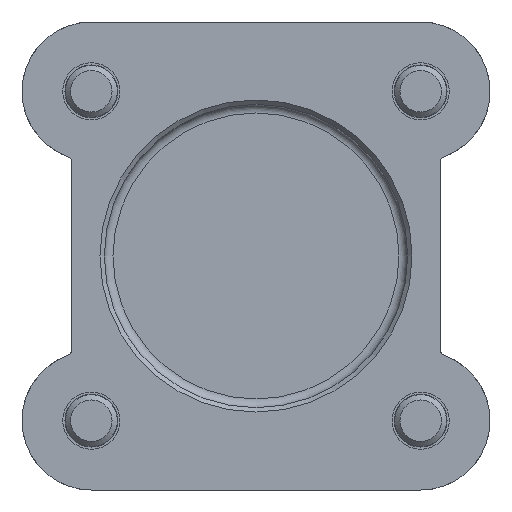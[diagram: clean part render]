
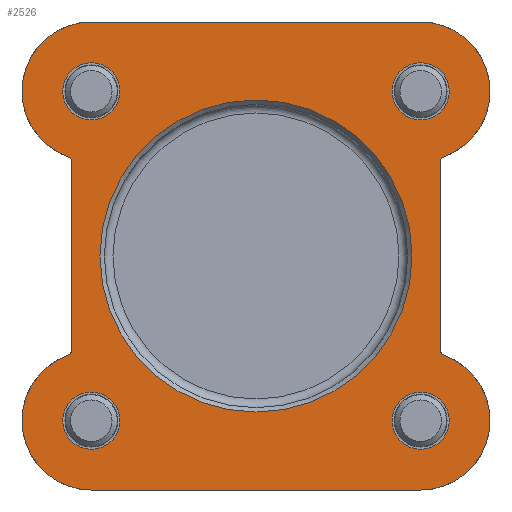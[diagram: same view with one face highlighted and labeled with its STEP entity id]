
A CAD part, front view. The second image highlights one B-rep face of the part: STEP entity #2526.
In plain terms, the highlighted planar face has unit normal (0, -1, 0).
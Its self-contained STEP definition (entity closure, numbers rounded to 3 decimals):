
#78=PLANE('',#2727);
#160=CIRCLE('',#2652,0.7);
#161=CIRCLE('',#2654,0.7);
#162=CIRCLE('',#2656,8.);
#165=CIRCLE('',#2660,8.);
#182=CIRCLE('',#2690,3.3);
#184=CIRCLE('',#2693,3.3);
#187=CIRCLE('',#2698,3.3);
#190=CIRCLE('',#2703,3.3);
#195=CIRCLE('',#2710,8.);
#197=CIRCLE('',#2713,8.);
#198=CIRCLE('',#2715,0.7);
#201=CIRCLE('',#2720,0.7);
#206=CIRCLE('',#2728,18.);
#466=ORIENTED_EDGE('',*,*,#932,.F.);
#467=ORIENTED_EDGE('',*,*,#901,.T.);
#468=ORIENTED_EDGE('',*,*,#887,.T.);
#469=ORIENTED_EDGE('',*,*,#917,.T.);
#470=ORIENTED_EDGE('',*,*,#921,.F.);
#471=ORIENTED_EDGE('',*,*,#923,.T.);
#472=ORIENTED_EDGE('',*,*,#910,.F.);
#473=ORIENTED_EDGE('',*,*,#928,.F.);
#474=ORIENTED_EDGE('',*,*,#841,.F.);
#475=ORIENTED_EDGE('',*,*,#835,.T.);
#476=ORIENTED_EDGE('',*,*,#930,.F.);
#477=ORIENTED_EDGE('',*,*,#839,.T.);
#478=ORIENTED_EDGE('',*,*,#846,.F.);
#479=ORIENTED_EDGE('',*,*,#802,.F.);
#480=ORIENTED_EDGE('',*,*,#914,.F.);
#481=ORIENTED_EDGE('',*,*,#885,.T.);
#482=ORIENTED_EDGE('',*,*,#893,.T.);
#802=EDGE_CURVE('',#1058,#1059,#1226,.T.);
#835=EDGE_CURVE('',#1083,#1085,#160,.T.);
#839=EDGE_CURVE('',#1087,#1089,#161,.T.);
#841=EDGE_CURVE('',#1083,#1091,#162,.T.);
#846=EDGE_CURVE('',#1059,#1089,#165,.T.);
#885=EDGE_CURVE('',#1121,#1121,#182,.T.);
#887=EDGE_CURVE('',#1123,#1123,#184,.T.);
#893=EDGE_CURVE('',#1128,#1128,#187,.T.);
#901=EDGE_CURVE('',#1133,#1133,#190,.T.);
#910=EDGE_CURVE('',#1141,#1138,#195,.T.);
#914=EDGE_CURVE('',#1144,#1058,#197,.T.);
#917=EDGE_CURVE('',#1144,#1146,#198,.T.);
#921=EDGE_CURVE('',#1148,#1146,#1277,.T.);
#923=EDGE_CURVE('',#1148,#1138,#201,.T.);
#928=EDGE_CURVE('',#1091,#1141,#1280,.T.);
#930=EDGE_CURVE('',#1087,#1085,#1281,.T.);
#932=EDGE_CURVE('',#1151,#1151,#206,.T.);
#1058=VERTEX_POINT('',#3537);
#1059=VERTEX_POINT('',#3539);
#1083=VERTEX_POINT('',#3608);
#1085=VERTEX_POINT('',#3616);
#1087=VERTEX_POINT('',#3621);
#1089=VERTEX_POINT('',#3629);
#1091=VERTEX_POINT('',#3639);
#1121=VERTEX_POINT('',#3746);
#1123=VERTEX_POINT('',#3751);
#1128=VERTEX_POINT('',#3764);
#1133=VERTEX_POINT('',#3779);
#1138=VERTEX_POINT('',#3791);
#1141=VERTEX_POINT('',#3801);
#1144=VERTEX_POINT('',#3812);
#1146=VERTEX_POINT('',#3822);
#1148=VERTEX_POINT('',#3829);
#1151=VERTEX_POINT('',#3852);
#1226=LINE('',#3538,#1346);
#1277=LINE('',#3830,#1397);
#1280=LINE('',#3845,#1400);
#1281=LINE('',#3848,#1401);
#1346=VECTOR('',#2911,1000.);
#1397=VECTOR('',#3134,1000.);
#1400=VECTOR('',#3147,1000.);
#1401=VECTOR('',#3152,1000.);
#1497=EDGE_LOOP('',(#466));
#1498=EDGE_LOOP('',(#467));
#1499=EDGE_LOOP('',(#468));
#1500=EDGE_LOOP('',(#469,#470,#471,#472,#473,#474,#475,#476,#477,#478,#479,
#480));
#1501=EDGE_LOOP('',(#481));
#1502=EDGE_LOOP('',(#482));
#1659=FACE_BOUND('',#1497,.T.);
#1660=FACE_BOUND('',#1498,.T.);
#1661=FACE_BOUND('',#1499,.T.);
#1662=FACE_BOUND('',#1500,.T.);
#1663=FACE_BOUND('',#1501,.T.);
#1664=FACE_BOUND('',#1502,.T.);
#2526=ADVANCED_FACE('',(#1659,#1660,#1661,#1662,#1663,#1664),#78,.F.);
#2652=AXIS2_PLACEMENT_3D('',#3617,#2966,#2967);
#2654=AXIS2_PLACEMENT_3D('',#3630,#2972,#2973);
#2656=AXIS2_PLACEMENT_3D('',#3638,#2976,#2977);
#2660=AXIS2_PLACEMENT_3D('',#3650,#2985,#2986);
#2690=AXIS2_PLACEMENT_3D('',#3745,#3062,#3063);
#2693=AXIS2_PLACEMENT_3D('',#3750,#3068,#3069);
#2698=AXIS2_PLACEMENT_3D('',#3763,#3081,#3082);
#2703=AXIS2_PLACEMENT_3D('',#3778,#3096,#3097);
#2710=AXIS2_PLACEMENT_3D('',#3802,#3113,#3114);
#2713=AXIS2_PLACEMENT_3D('',#3813,#3120,#3121);
#2715=AXIS2_PLACEMENT_3D('',#3823,#3125,#3126);
#2720=AXIS2_PLACEMENT_3D('',#3837,#3137,#3138);
#2727=AXIS2_PLACEMENT_3D('',#3850,#3155,#3156);
#2728=AXIS2_PLACEMENT_3D('',#3851,#3157,#3158);
#2911=DIRECTION('',(1.,0.,0.));
#2966=DIRECTION('',(0.,1.,0.));
#2967=DIRECTION('',(1.,0.,0.));
#2972=DIRECTION('',(0.,1.,0.));
#2973=DIRECTION('',(1.,0.,0.));
#2976=DIRECTION('',(0.,1.,0.));
#2977=DIRECTION('',(1.,0.,0.));
#2985=DIRECTION('',(0.,1.,0.));
#2986=DIRECTION('',(1.,0.,0.));
#3062=DIRECTION('',(0.,1.,0.));
#3063=DIRECTION('',(1.,0.,0.));
#3068=DIRECTION('',(0.,1.,0.));
#3069=DIRECTION('',(1.,0.,0.));
#3081=DIRECTION('',(0.,1.,0.));
#3082=DIRECTION('',(1.,0.,0.));
#3096=DIRECTION('',(0.,1.,0.));
#3097=DIRECTION('',(1.,0.,0.));
#3113=DIRECTION('',(0.,1.,0.));
#3114=DIRECTION('',(1.,0.,0.));
#3120=DIRECTION('',(0.,1.,0.));
#3121=DIRECTION('',(1.,0.,0.));
#3125=DIRECTION('',(0.,1.,0.));
#3126=DIRECTION('',(1.,0.,0.));
#3134=DIRECTION('',(0.,0.,1.));
#3137=DIRECTION('',(0.,1.,0.));
#3138=DIRECTION('',(1.,0.,0.));
#3147=DIRECTION('',(-1.,0.,0.));
#3152=DIRECTION('',(0.,0.,-1.));
#3155=DIRECTION('',(0.,1.,0.));
#3156=DIRECTION('',(0.,0.,1.));
#3157=DIRECTION('',(0.,-1.,0.));
#3158=DIRECTION('',(0.,0.,-1.));
#3537=CARTESIAN_POINT('',(-19.,0.,27.));
#3538=CARTESIAN_POINT('',(-19.,0.,27.));
#3539=CARTESIAN_POINT('',(19.,0.,27.));
#3608=CARTESIAN_POINT('',(21.713,0.,-11.474));
#3616=CARTESIAN_POINT('',(21.25,0.,-10.815));
#3617=CARTESIAN_POINT('',(21.95,0.,-10.815));
#3621=CARTESIAN_POINT('',(21.25,0.,10.815));
#3629=CARTESIAN_POINT('',(21.713,0.,11.474));
#3630=CARTESIAN_POINT('',(21.95,0.,10.815));
#3638=CARTESIAN_POINT('',(19.,0.,-19.));
#3639=CARTESIAN_POINT('',(19.,0.,-27.));
#3650=CARTESIAN_POINT('',(19.,0.,19.));
#3745=CARTESIAN_POINT('',(19.,0.,19.));
#3746=CARTESIAN_POINT('',(22.3,0.,19.));
#3750=CARTESIAN_POINT('',(19.,0.,-19.));
#3751=CARTESIAN_POINT('',(22.3,0.,-19.));
#3763=CARTESIAN_POINT('',(-19.,0.,19.));
#3764=CARTESIAN_POINT('',(-15.7,0.,19.));
#3778=CARTESIAN_POINT('',(-19.,0.,-19.));
#3779=CARTESIAN_POINT('',(-15.7,0.,-19.));
#3791=CARTESIAN_POINT('',(-21.713,0.,-11.474));
#3801=CARTESIAN_POINT('',(-19.,0.,-27.));
#3802=CARTESIAN_POINT('',(-19.,0.,-19.));
#3812=CARTESIAN_POINT('',(-21.713,0.,11.474));
#3813=CARTESIAN_POINT('',(-19.,0.,19.));
#3822=CARTESIAN_POINT('',(-21.25,0.,10.815));
#3823=CARTESIAN_POINT('',(-21.95,0.,10.815));
#3829=CARTESIAN_POINT('',(-21.25,0.,-10.815));
#3830=CARTESIAN_POINT('',(-21.25,0.,-10.815));
#3837=CARTESIAN_POINT('',(-21.95,0.,-10.815));
#3845=CARTESIAN_POINT('',(19.,0.,-27.));
#3848=CARTESIAN_POINT('',(21.25,0.,10.815));
#3850=CARTESIAN_POINT('',(-21.95,0.,10.815));
#3851=CARTESIAN_POINT('',(0.,0.,0.));
#3852=CARTESIAN_POINT('',(0.,0.,-18.));
